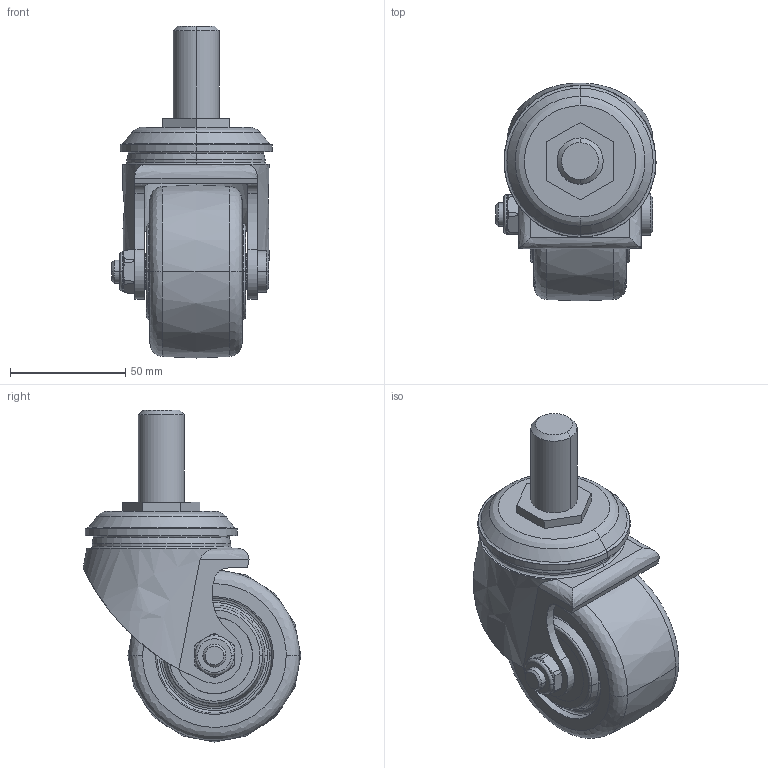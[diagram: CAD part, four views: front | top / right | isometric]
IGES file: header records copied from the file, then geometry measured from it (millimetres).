
Start section: ------------------------------------------------------------------------
Global section: file name: PC003.87588.TCA_540SA_NRB75_32370.igs; native system: spGate; preprocessor: ver19.8.4 (****-****-****-****); author: Unknown; organization: Unknown; date: 240425.161357; units: millimetre
Bounding box: 69.48 x 94.45 x 144 mm (x, y, z)
Volume: 276081.2 mm3; surface area: 47944 mm2
Topology: 2 solids, 2 shells, 167 faces, 367 edges, 224 vertices
Faces by surface type: bspline 167
